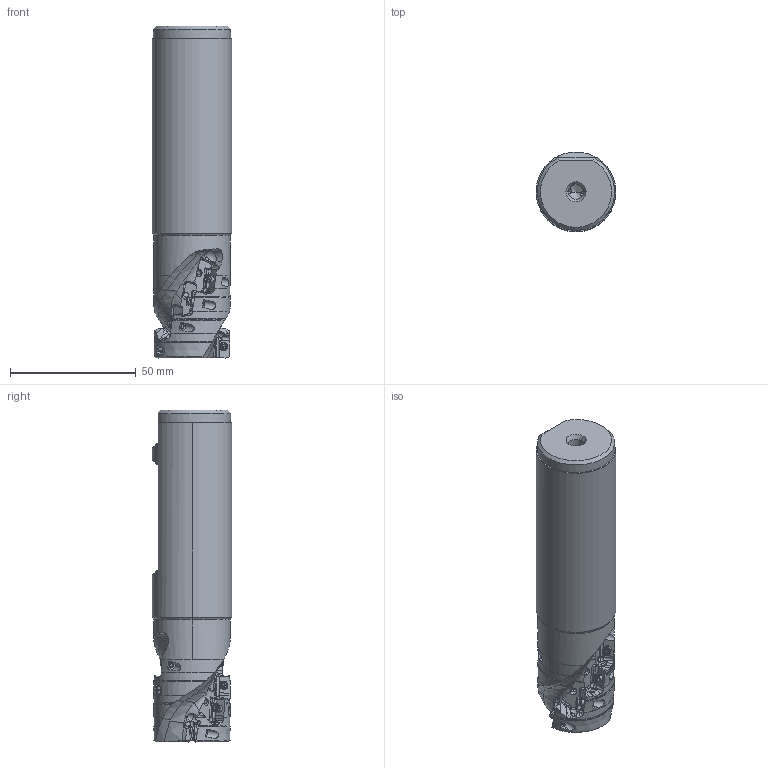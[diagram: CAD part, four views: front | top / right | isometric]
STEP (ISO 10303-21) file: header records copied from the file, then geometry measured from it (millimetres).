
FILE_DESCRIPTION(/* description */ (''),/* implementation_level */ '2;1');
FILE_NAME(/* name */ 'APX3KUR202FA20S14A08.stp',/* time_stamp */ '2021-09-08T11:44:47+09:00',/* author */ (''),/* organization */ (''),/* preprocessor_version */ 'ST-DEVELOPER v16',/* originating_system */ 'SIEMENS PLM Software NX 10.0',/* authorisation */ '');
FILE_SCHEMA (('AUTOMOTIVE_DESIGN { 1 0 10303 214 3 1 1 1 }'));
Length unit declared in the file: millimetre
Products named in the file (1): APX3KUR202FA20S14A08_ASM_ASM
Bounding box: 31.75 x 31.75 x 132.25 mm (x, y, z)
Volume: 88712.6 mm3; surface area: 18403.7 mm2
Topology: 9 solids, 9 shells, 863 faces, 2505 edges, 1678 vertices
Faces by surface type: cylinder 381, plane 227, cone 87, torus 74, sphere 56, bspline 38
Entity records: 39239 total; most frequent: CARTESIAN_POINT 17149, ORIENTED_EDGE 4934, DIRECTION 4175, EDGE_CURVE 2467, AXIS2_PLACEMENT_3D 1742, VERTEX_POINT 1639, EDGE_LOOP 912, B_SPLINE_CURVE_WITH_KNOTS 900
